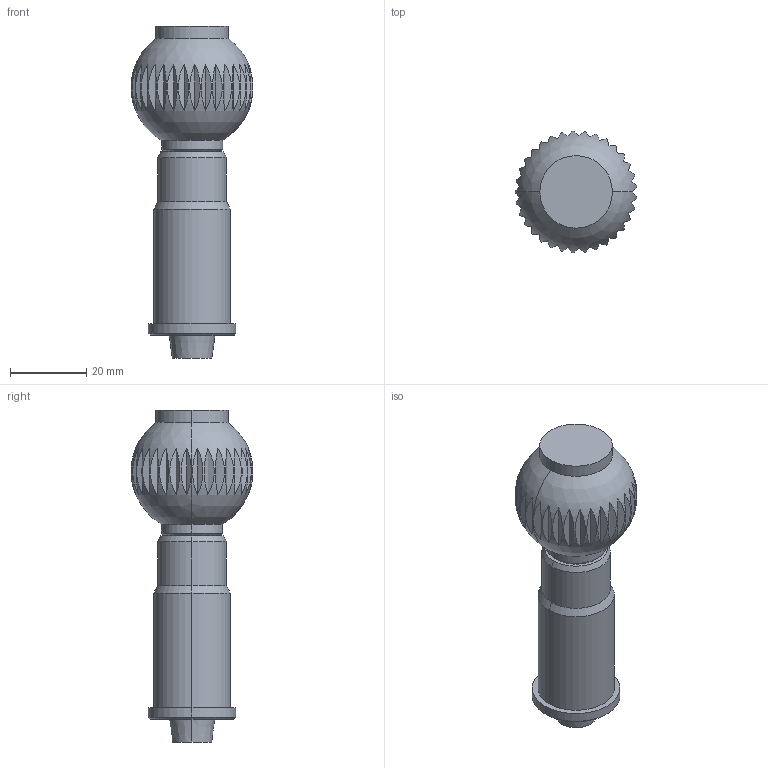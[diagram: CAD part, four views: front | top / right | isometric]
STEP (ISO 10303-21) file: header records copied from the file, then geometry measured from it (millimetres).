
FILE_DESCRIPTION(('STEP AP214'),'1');
FILE_NAME(' ',' ',('TraceParts'),('TraceParts S.A.'),'XStep 1.0',' ',' ');
FILE_SCHEMA(('automotive_design'));
Length unit declared in the file: millimetre
Products named in the file (2): 1; 2
Bounding box: 31.89 x 31.93 x 87 mm (x, y, z)
Volume: 32961.6 mm3; surface area: 9844.9 mm2
Topology: 2 solids, 2 shells, 101 faces, 168 edges, 106 vertices
Faces by surface type: plane 73, cylinder 16, cone 10, sphere 2
Entity records: 4616 total; most frequent: DIRECTION 483, STYLED_ITEM 377, PRESENTATION_STYLE_ASSIGNMENT 377, CARTESIAN_POINT 377, COLOUR_RGB 377, ORIENTED_EDGE 336, AXIS2_PLACEMENT_3D 212, EDGE_CURVE 168
